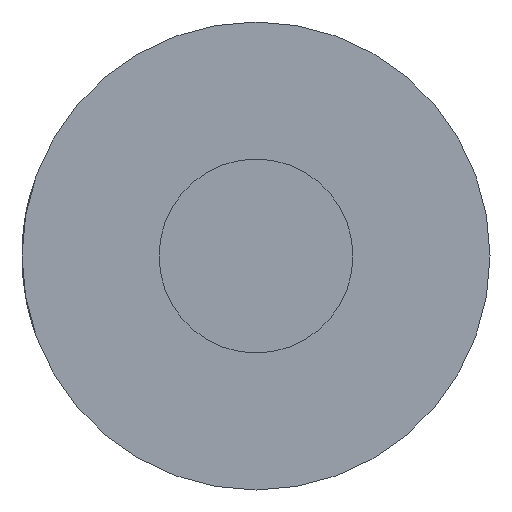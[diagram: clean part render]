
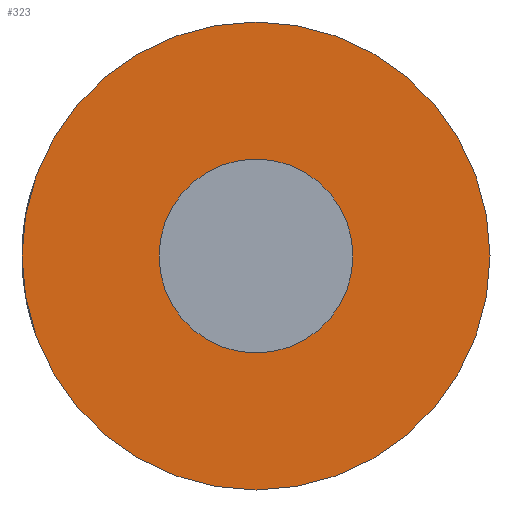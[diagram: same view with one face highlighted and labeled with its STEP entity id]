
A CAD part, front view. The second image highlights one B-rep face of the part: STEP entity #323.
In plain terms, the highlighted planar face has unit normal (0, -1, 0).
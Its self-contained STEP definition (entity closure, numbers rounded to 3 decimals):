
#227=PLANE('',#3006);
#323=ADVANCED_FACE('',(#526,#527),#227,.F.);
#526=FACE_BOUND('',#582,.T.);
#527=FACE_BOUND('',#583,.T.);
#582=EDGE_LOOP('',(#810));
#583=EDGE_LOOP('',(#811));
#810=ORIENTED_EDGE('',*,*,#1642,.F.);
#811=ORIENTED_EDGE('',*,*,#1643,.T.);
#1428=VERTEX_POINT('',#4546);
#1429=VERTEX_POINT('',#4548);
#1642=EDGE_CURVE('',#1428,#1428,#1943,.T.);
#1643=EDGE_CURVE('',#1429,#1429,#1944,.T.);
#1943=CIRCLE('',#3004,1.75);
#1944=CIRCLE('',#3005,0.725);
#3004=AXIS2_PLACEMENT_3D('',#4545,#3418,#3419);
#3005=AXIS2_PLACEMENT_3D('',#4547,#3420,#3421);
#3006=AXIS2_PLACEMENT_3D('',#4549,#3422,#3423);
#3418=DIRECTION('',(0.,1.,0.));
#3419=DIRECTION('',(-1.,0.,0.));
#3420=DIRECTION('',(0.,1.,0.));
#3421=DIRECTION('',(-1.,0.,0.));
#3422=DIRECTION('',(0.,1.,0.));
#3423=DIRECTION('',(-1.,0.,0.));
#4545=CARTESIAN_POINT('',(0.5,0.,-13.95));
#4546=CARTESIAN_POINT('',(-1.25,0.,-13.95));
#4547=CARTESIAN_POINT('',(0.5,0.,-13.95));
#4548=CARTESIAN_POINT('',(-0.225,0.,-13.95));
#4549=CARTESIAN_POINT('',(-0.225,0.,-13.95));
